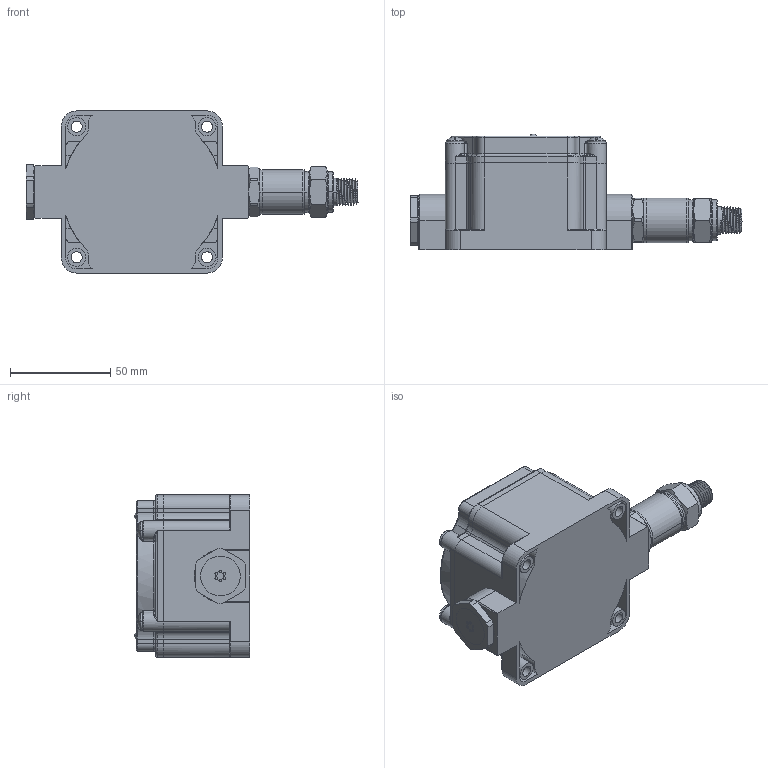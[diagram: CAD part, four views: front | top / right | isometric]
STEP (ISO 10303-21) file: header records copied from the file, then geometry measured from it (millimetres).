
FILE_DESCRIPTION((''),'2;1');
FILE_NAME('209373_ASM','2019-02-22T12:36:46',('pdmadmin'),('BANNER ENGINEERING'),'CREO PARAMETRIC BY PTC INC, 2018300','CREO PARAMETRIC BY PTC INC, 2018300','');
FILE_SCHEMA(('CONFIG_CONTROL_DESIGN'));
Products named in the file (14): 129894; 187693; 121056; 121057; 187693_ASM; 161499; 204210_ASM; 131071; 191587; 1-4NPT_3; HOUSING-0-8_3; 1-2NPT_3; 805530_ASM; 209373_ASM
Assembly tree (18 placements, depth 4):
  209373_ASM
    129894
    204210_ASM
      187693_ASM
        187693
        121056  x2
        121057
      161499  x2
    131071  x4
    191587
    805530_ASM
      1-4NPT_3
      HOUSING-0-8_3
      1-2NPT_3
Bounding box: 165.47 x 57.6 x 80.85 mm (x, y, z)
Volume: 122984.6 mm3; surface area: 94140.4 mm2
Topology: 15 solids, 19 shells, 1161 faces, 2855 edges, 1786 vertices
Faces by surface type: cylinder 400, plane 338, torus 184, cone 114, bspline 87, sphere 34, revolution 4
Entity records: 44695 total; most frequent: CARTESIAN_POINT 19014, DIRECTION 5522, ORIENTED_EDGE 5250, EDGE_CURVE 2633, AXIS2_PLACEMENT_3D 2262, VERTEX_POINT 1654, CIRCLE 1238, EDGE_LOOP 1173
